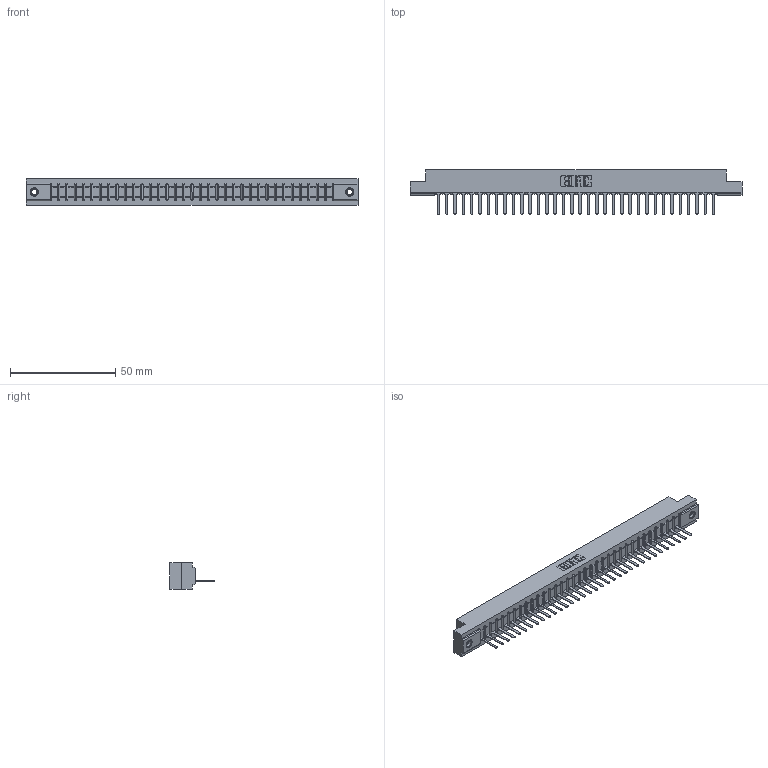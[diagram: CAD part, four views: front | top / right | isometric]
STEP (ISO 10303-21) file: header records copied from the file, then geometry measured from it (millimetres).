
FILE_DESCRIPTION (( 'STEP AP203' ), '1' );
FILE_NAME ('357-034-427-107.STEP', '2020-10-02T09:18:01', ( '' ), ( '' ), 'SwSTEP 2.0', 'SolidWorks 2020', '' );
FILE_SCHEMA (( 'CONFIG_CONTROL_DESIGN' ));
Length unit declared in the file: inch
Products named in the file (4): 357-034-427-107; 345-250-001_345-250-005-103; 307 Part_.156 Dia Mounting Holes; 307-290-001_527
Assembly tree (37 placements, depth 2):
  357-034-427-107
    307 Part_.156 Dia Mounting Holes
    307-290-001_527  x34
    345-250-001_345-250-005-103  x2
Bounding box: 157.73 x 21.11 x 12.7 mm (x, y, z)
Volume: 16337.5 mm3; surface area: 17352.7 mm2
Topology: 37 solids, 37 shells, 2117 faces, 5967 edges, 3830 vertices
Faces by surface type: plane 1360, cylinder 671, sphere 70, cone 12, torus 4
Entity records: 31287 total; most frequent: CARTESIAN_POINT 5247, ORIENTED_EDGE 5226, DIRECTION 5117, EDGE_CURVE 2613, LINE 2001, VECTOR 2001, VERTEX_POINT 1688, AXIS2_PLACEMENT_3D 1558
